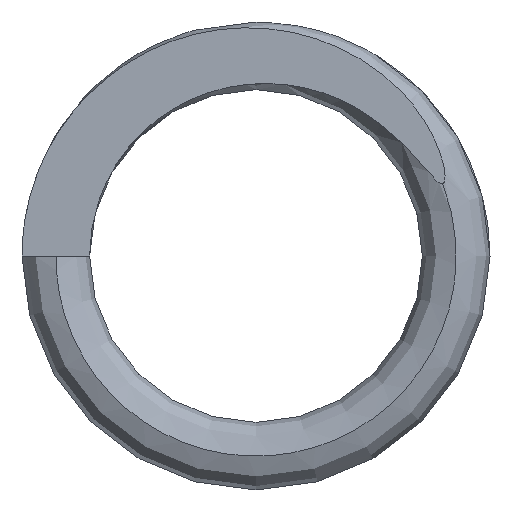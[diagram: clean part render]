
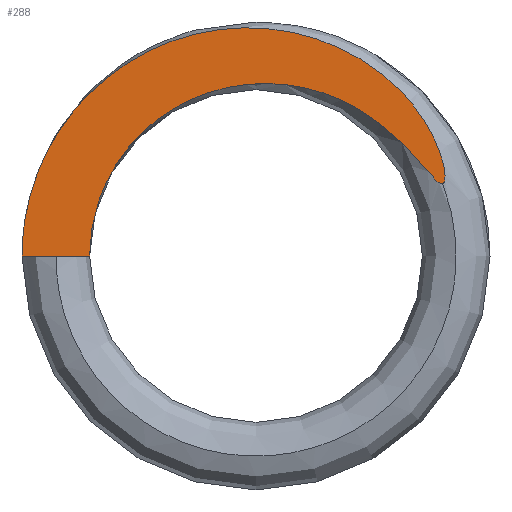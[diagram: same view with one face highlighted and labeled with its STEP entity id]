
A CAD part, left-side view. The second image highlights one B-rep face of the part: STEP entity #288.
In plain terms, the highlighted planar face has unit normal (-1, 0, 0).
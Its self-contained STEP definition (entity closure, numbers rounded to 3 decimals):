
#17 = PLANE ( 'NONE',  #1237 ) ;
#31 = CARTESIAN_POINT ( 'NONE',  ( 0., 1.845, 0.226 ) ) ;
#42 = CARTESIAN_POINT ( 'NONE',  ( 0., -1.958, 0.879 ) ) ;
#53 = CARTESIAN_POINT ( 'NONE',  ( 0., 0.674, 1.76 ) ) ;
#63 = CARTESIAN_POINT ( 'NONE',  ( 0., -0.96, 1.725 ) ) ;
#72 = CARTESIAN_POINT ( 'NONE',  ( 0., 1.316, 1.32 ) ) ;
#177 = CARTESIAN_POINT ( 'NONE',  ( 0., -2.097, 0.869 ) ) ;
#189 = CARTESIAN_POINT ( 'NONE',  ( 0., 1.609, 2.031 ) ) ;
#211 = CARTESIAN_POINT ( 'NONE',  ( 0., 0.353, 1.864 ) ) ;
#222 = CARTESIAN_POINT ( 'NONE',  ( 0., 0.022, 1.913 ) ) ;
#224 = LINE ( 'NONE', #1749, #1918 ) ;
#233 = CARTESIAN_POINT ( 'NONE',  ( 0., 0.463, 1.835 ) ) ;
#242 = CARTESIAN_POINT ( 'NONE',  ( 0., -1.68, 1.198 ) ) ;
#288 = ADVANCED_FACE ( 'NONE', ( #1552 ), #17, .F. ) ;
#348 = CARTESIAN_POINT ( 'NONE',  ( 0., 2.595, 0. ) ) ;
#384 = CARTESIAN_POINT ( 'NONE',  ( 0., 1.236, 1.398 ) ) ;
#386 = CARTESIAN_POINT ( 'NONE',  ( 0., -2.07, 0.802 ) ) ;
#395 = CARTESIAN_POINT ( 'NONE',  ( 0., -2.042, 0.805 ) ) ;
#471 = CARTESIAN_POINT ( 'NONE',  ( 0., -2.079, 0.806 ) ) ;
#483 = CARTESIAN_POINT ( 'NONE',  ( 0., -2.092, 0.832 ) ) ;
#518 = CARTESIAN_POINT ( 'NONE',  ( 0., 0.397, 2.517 ) ) ;
#530 = CARTESIAN_POINT ( 'NONE',  ( 0., -0.475, 2.468 ) ) ;
#564 = CARTESIAN_POINT ( 'NONE',  ( 0., 1.535, 1.064 ) ) ;
#582 = CARTESIAN_POINT ( 'NONE',  ( 0., -0.202, 1.914 ) ) ;
#592 = ORIENTED_EDGE ( 'NONE', *, *, #2230, .T. ) ;
#648 = CARTESIAN_POINT ( 'NONE',  ( 0., -2.084, 0.814 ) ) ;
#672 = CARTESIAN_POINT ( 'NONE',  ( 0., -2.039, 1.157 ) ) ;
#684 = CARTESIAN_POINT ( 'NONE',  ( 0., -2.093, 0.943 ) ) ;
#706 = CARTESIAN_POINT ( 'NONE',  ( 0., 2.595, 0.295 ) ) ;
#738 = CARTESIAN_POINT ( 'NONE',  ( 0., -1.437, 1.432 ) ) ;
#750 = VERTEX_POINT ( 'NONE', #1414 ) ;
#759 = CARTESIAN_POINT ( 'NONE',  ( 0., 2.595, 0. ) ) ;
#780 = EDGE_LOOP ( 'NONE', ( #1486, #592, #1530 ) ) ;
#828 = CARTESIAN_POINT ( 'NONE',  ( 0., 0.83, 2.436 ) ) ;
#863 = CARTESIAN_POINT ( 'NONE',  ( 0., 2.204, 1.387 ) ) ;
#873 = DIRECTION ( 'NONE',  ( 1., 0., 0. ) ) ;
#877 = CARTESIAN_POINT ( 'NONE',  ( 0., -2.063, 1.088 ) ) ;
#900 = CARTESIAN_POINT ( 'NONE',  ( 0., -0.856, 1.771 ) ) ;
#902 = DIRECTION ( 'NONE',  ( 0., 1., 0. ) ) ;
#930 = CARTESIAN_POINT ( 'NONE',  ( 0., -1.756, 1.115 ) ) ;
#932 = VERTEX_POINT ( 'NONE', #386 ) ;
#1055 = CARTESIAN_POINT ( 'NONE',  ( 0., -2.07, 0.802 ) ) ;
#1078 = CARTESIAN_POINT ( 'NONE',  ( 0., 0.133, 1.903 ) ) ;
#1100 = CARTESIAN_POINT ( 'NONE',  ( 0., 1.845, 0. ) ) ;
#1128 = EDGE_CURVE ( 'NONE', #750, #2186, #224, .T. ) ;
#1155 = CARTESIAN_POINT ( 'NONE',  ( 0., -2.093, 0.841 ) ) ;
#1191 = CARTESIAN_POINT ( 'NONE',  ( 0., 2.546, 0.58 ) ) ;
#1204 = CARTESIAN_POINT ( 'NONE',  ( 0., 1.103, 2.333 ) ) ;
#1216 = CARTESIAN_POINT ( 'NONE',  ( 0., -1.88, 1.489 ) ) ;
#1237 = AXIS2_PLACEMENT_3D ( 'NONE', #1899, #873, #1871 ) ;
#1240 = CARTESIAN_POINT ( 'NONE',  ( 0., 1.805, 0.447 ) ) ;
#1273 = CARTESIAN_POINT ( 'NONE',  ( 0., -1.257, 1.567 ) ) ;
#1365 = CARTESIAN_POINT ( 'NONE',  ( 0., -0.039, 2.532 ) ) ;
#1377 = CARTESIAN_POINT ( 'NONE',  ( 0., 2.348, 1.133 ) ) ;
#1389 = CARTESIAN_POINT ( 'NONE',  ( 0., -1.622, 1.841 ) ) ;
#1414 = CARTESIAN_POINT ( 'NONE',  ( 0., 1.845, 0. ) ) ;
#1423 = CARTESIAN_POINT ( 'NONE',  ( 0., -0.315, 1.905 ) ) ;
#1434 = CARTESIAN_POINT ( 'NONE',  ( 0., 1.649, 0.869 ) ) ;
#1444 = CARTESIAN_POINT ( 'NONE',  ( 0., 1.064, 1.54 ) ) ;
#1454 = CARTESIAN_POINT ( 'NONE',  ( 0., 0.971, 1.604 ) ) ;
#1464 = EDGE_CURVE ( 'NONE', #932, #2186, #1683, .T. ) ;
#1486 = ORIENTED_EDGE ( 'NONE', *, *, #1128, .F. ) ;
#1530 = ORIENTED_EDGE ( 'NONE', *, *, #1464, .T. ) ;
#1532 = CARTESIAN_POINT ( 'NONE',  ( 0., -1.398, 2.04 ) ) ;
#1552 = FACE_OUTER_BOUND ( 'NONE', #780, .T. ) ;
#1567 = CARTESIAN_POINT ( 'NONE',  ( 0., -0.615, 2.43 ) ) ;
#1589 = CARTESIAN_POINT ( 'NONE',  ( 0., -1.902, 0.943 ) ) ;
#1609 = CARTESIAN_POINT ( 'NONE',  ( 0., -0.536, 1.869 ) ) ;
#1618 = CARTESIAN_POINT ( 'NONE',  ( 0., -1.866, 0.986 ) ) ;
#1683 = B_SPLINE_CURVE_WITH_KNOTS ( 'NONE', 3,
 ( #1997, #471, #648, #483, #1155, #177, #2052, #684, #1723, #877, #672, #1890, #1216, #1389, #1532, #1699, #2211, #1567, #530, #1735, #1365, #2029, #518, #828, #1204, #189, #2076, #863, #1377, #1191, #706, #348 ),
 .UNSPECIFIED., .F., .F.,
 ( 4, 2, 2, 2, 2, 2, 2, 2, 2, 2, 2, 2, 2, 2, 2, 4 ),
 ( 0.005, 0.005, 0.005, 0.005, 0.006, 0.006, 0.006, 0.007, 0.008, 0.008, 0.008, 0.009, 0.01, 0.011, 0.012, 0.012 ),
 .UNSPECIFIED. ) ;
#1699 = CARTESIAN_POINT ( 'NONE',  ( 0., -1.022, 2.265 ) ) ;
#1723 = CARTESIAN_POINT ( 'NONE',  ( 0., -2.087, 0.979 ) ) ;
#1735 = CARTESIAN_POINT ( 'NONE',  ( 0., -0.186, 2.519 ) ) ;
#1749 = CARTESIAN_POINT ( 'NONE',  ( 0., 2.22, 0. ) ) ;
#1788 = CARTESIAN_POINT ( 'NONE',  ( 0., -0.644, 1.842 ) ) ;
#1871 = DIRECTION ( 'NONE',  ( 0., 0., -1. ) ) ;
#1890 = CARTESIAN_POINT ( 'NONE',  ( 0., -1.955, 1.36 ) ) ;
#1899 = CARTESIAN_POINT ( 'NONE',  ( 0., 0., 0. ) ) ;
#1918 = VECTOR ( 'NONE', #902, 1000. ) ;
#1934 = CARTESIAN_POINT ( 'NONE',  ( 0., -2.008, 0.829 ) ) ;
#1997 = CARTESIAN_POINT ( 'NONE',  ( 0., -2.07, 0.802 ) ) ;
#2029 = CARTESIAN_POINT ( 'NONE',  ( 0., 0.252, 2.53 ) ) ;
#2052 = CARTESIAN_POINT ( 'NONE',  ( 0., -2.097, 0.887 ) ) ;
#2076 = CARTESIAN_POINT ( 'NONE',  ( 0., 1.831, 1.841 ) ) ;
#2083 = B_SPLINE_CURVE_WITH_KNOTS ( 'NONE', 3,
 ( #1100, #31, #1240, #1434, #564, #72, #384, #1444, #1454, #2120, #53, #233, #211, #1078, #222, #582, #1423, #1609, #1788, #900, #63, #1273, #738, #242, #930, #1618, #1589, #42, #2099, #1934, #2110, #395, #2131, #1055 ),
 .UNSPECIFIED., .F., .F.,
 ( 4, 2, 2, 2, 2, 2, 2, 2, 2, 2, 2, 2, 2, 2, 2, 2, 4 ),
 ( 0., 0.001, 0.001, 0.002, 0.002, 0.002, 0.003, 0.003, 0.003, 0.004, 0.004, 0.005, 0.005, 0.005, 0.005, 0.005, 0.005 ),
 .UNSPECIFIED. ) ;
#2099 = CARTESIAN_POINT ( 'NONE',  ( 0., -1.977, 0.858 ) ) ;
#2110 = CARTESIAN_POINT ( 'NONE',  ( 0., -2.018, 0.82 ) ) ;
#2120 = CARTESIAN_POINT ( 'NONE',  ( 0., 0.775, 1.714 ) ) ;
#2131 = CARTESIAN_POINT ( 'NONE',  ( 0., -2.057, 0.797 ) ) ;
#2186 = VERTEX_POINT ( 'NONE', #759 ) ;
#2211 = CARTESIAN_POINT ( 'NONE',  ( 0., -0.888, 2.329 ) ) ;
#2230 = EDGE_CURVE ( 'NONE', #750, #932, #2083, .T. ) ;
